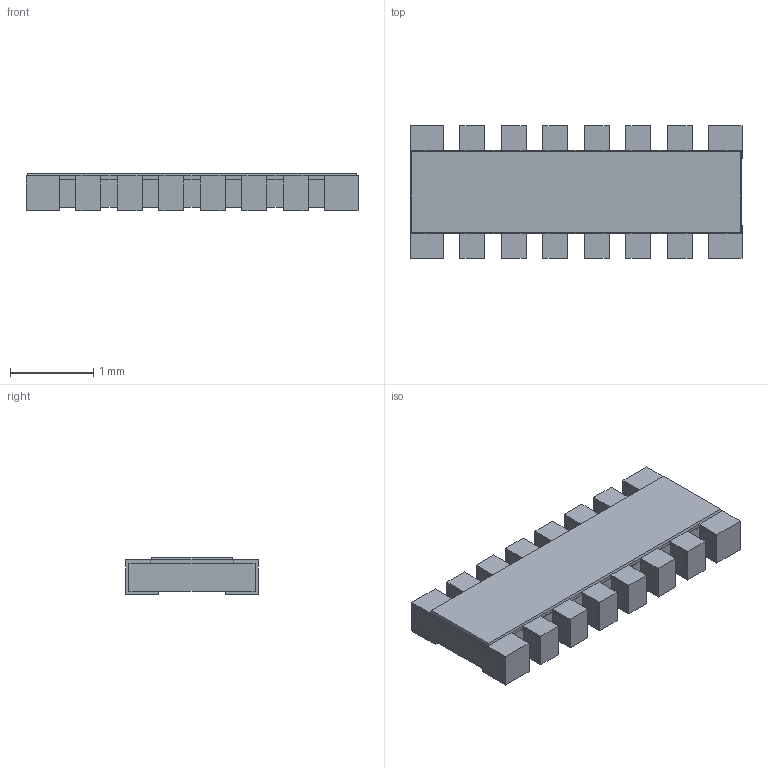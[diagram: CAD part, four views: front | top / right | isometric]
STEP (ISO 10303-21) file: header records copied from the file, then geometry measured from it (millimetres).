
FILE_DESCRIPTION (( 'STEP AP214' ), '1' );
FILE_NAME ('User Library-YC248-1.STEP', '2016-11-26T00:29:15', ( 'Windows User' ), ( '' ), 'SwSTEP 2.0', 'SolidWorks 2016', '' );
FILE_SCHEMA (( 'AUTOMOTIVE_DESIGN' ));
Length unit declared in the file: millimetre
Products named in the file (1): User Library-YC248-1
Bounding box: 4 x 1.6 x 0.45 mm (x, y, z)
Volume: 2.3 mm3; surface area: 19.9 mm2
Topology: 1 solids, 1 shells, 278 faces, 728 edges, 452 vertices
Faces by surface type: plane 278
Entity records: 11324 total; most frequent: CARTESIAN_POINT 1459, ORIENTED_EDGE 1456, DIRECTION 1286, VECTOR 728, EDGE_CURVE 728, LINE 728, VERTEX_POINT 452, UNCERTAINTY_MEASURE_WITH_UNIT 281
